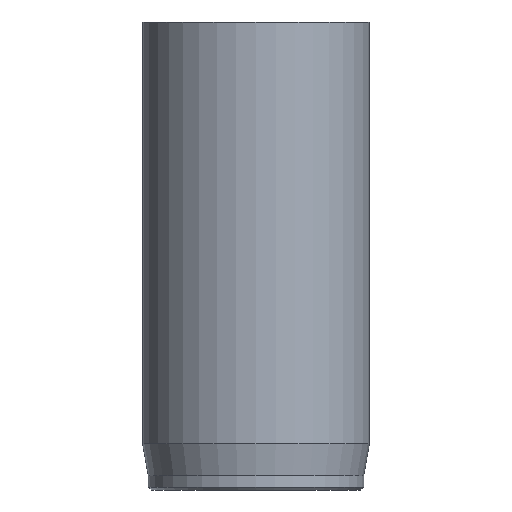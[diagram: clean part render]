
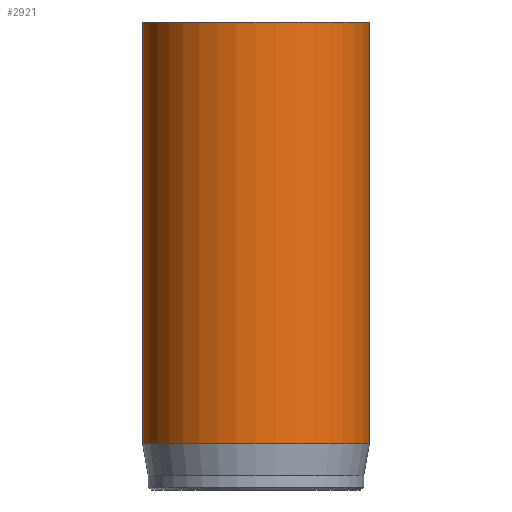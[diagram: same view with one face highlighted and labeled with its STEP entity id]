
A CAD part, front view. The second image highlights one B-rep face of the part: STEP entity #2921.
In plain terms, the highlighted cylindrical face has radius 8 mm (diameter 16 mm), a full revolution.
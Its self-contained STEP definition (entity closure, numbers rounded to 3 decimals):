
#32=CYLINDRICAL_SURFACE('',#3060,8.);
#48=CIRCLE('',#3028,8.);
#64=CIRCLE('',#3058,8.);
#65=CIRCLE('',#3059,8.);
#285=FACE_OUTER_BOUND('',#463,.T.);
#463=EDGE_LOOP('',(#2565,#2566,#2567,#2568,#2569));
#653=LINE('',#5626,#851);
#851=VECTOR('',#3396,8.);
#1321=VERTEX_POINT('',#5566);
#1337=VERTEX_POINT('',#5620);
#1338=VERTEX_POINT('',#5621);
#1729=EDGE_CURVE('',#1321,#1321,#48,.T.);
#1753=EDGE_CURVE('',#1337,#1338,#64,.T.);
#1754=EDGE_CURVE('',#1338,#1337,#65,.T.);
#1756=EDGE_CURVE('',#1321,#1337,#653,.T.);
#2565=ORIENTED_EDGE('',*,*,#1729,.T.);
#2566=ORIENTED_EDGE('',*,*,#1756,.T.);
#2567=ORIENTED_EDGE('',*,*,#1753,.T.);
#2568=ORIENTED_EDGE('',*,*,#1754,.T.);
#2569=ORIENTED_EDGE('',*,*,#1756,.F.);
#2921=ADVANCED_FACE('',(#285),#32,.T.);
#3028=AXIS2_PLACEMENT_3D('',#5567,#3321,#3322);
#3058=AXIS2_PLACEMENT_3D('',#5622,#3389,#3390);
#3059=AXIS2_PLACEMENT_3D('',#5623,#3391,#3392);
#3060=AXIS2_PLACEMENT_3D('',#5625,#3394,#3395);
#3321=DIRECTION('center_axis',(0.,0.,-1.));
#3322=DIRECTION('ref_axis',(-1.,0.,0.));
#3389=DIRECTION('center_axis',(0.,0.,1.));
#3390=DIRECTION('ref_axis',(-1.,0.,0.));
#3391=DIRECTION('center_axis',(0.,0.,1.));
#3392=DIRECTION('ref_axis',(-1.,0.,0.));
#3394=DIRECTION('center_axis',(0.,0.,1.));
#3395=DIRECTION('ref_axis',(-1.,0.,0.));
#3396=DIRECTION('',(0.,0.,-1.));
#5566=CARTESIAN_POINT('',(8.,0.,33.));
#5567=CARTESIAN_POINT('Origin',(0.,0.,33.));
#5620=CARTESIAN_POINT('',(8.,0.,3.269));
#5621=CARTESIAN_POINT('',(-8.,0.,3.269));
#5622=CARTESIAN_POINT('Origin',(0.,0.,3.269));
#5623=CARTESIAN_POINT('Origin',(0.,0.,3.269));
#5625=CARTESIAN_POINT('Origin',(0.,0.,0.));
#5626=CARTESIAN_POINT('',(8.,0.,0.));
